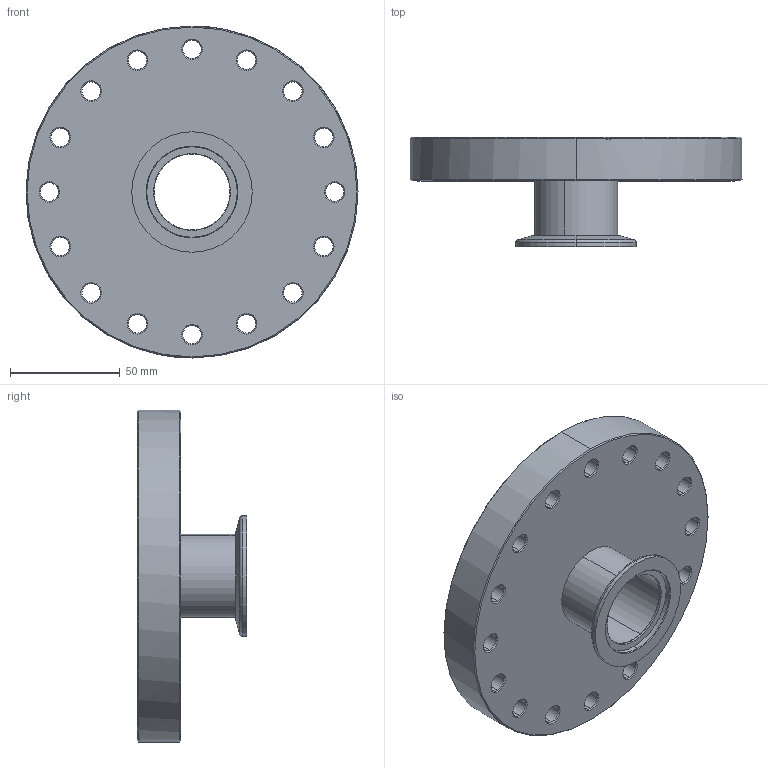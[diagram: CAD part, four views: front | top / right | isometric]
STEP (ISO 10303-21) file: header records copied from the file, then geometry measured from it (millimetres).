
FILE_DESCRIPTION (( 'STEP AP214' ), '1' );
FILE_NAME ('Hositrad_CFA100-KF40.STEP', '2013-06-19T09:54:29', ( '' ), ( '' ), 'SwSTEP 2.0', 'SolidWorks 2013', '' );
FILE_SCHEMA (( 'AUTOMOTIVE_DESIGN' ));
Length unit declared in the file: millimetre
Products named in the file (4): Tube-KF40-All_D38-L43,8; KF40-38WS; NW100CF-hole38.3; Hositrad_CFA100-KF40
Assembly tree (3 placements, depth 2):
  Hositrad_CFA100-KF40
    NW100CF-hole38.3
    KF40-38WS
    Tube-KF40-All_D38-L43,8
Bounding box: 151.6 x 50 x 151.6 mm (x, y, z)
Volume: 319268.8 mm3; surface area: 67075.3 mm2
Topology: 3 solids, 3 shells, 150 faces, 344 edges, 203 vertices
Faces by surface type: cone 77, cylinder 52, plane 17, torus 4
Entity records: 4797 total; most frequent: DIRECTION 849, CARTESIAN_POINT 715, ORIENTED_EDGE 688, AXIS2_PLACEMENT_3D 353, EDGE_CURVE 344, VERTEX_POINT 203, CIRCLE 197, EDGE_LOOP 191
